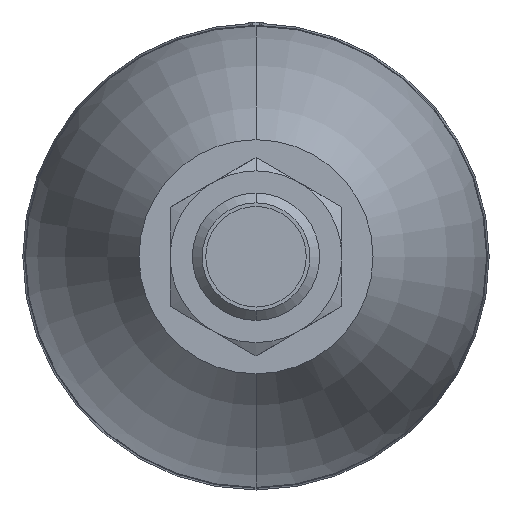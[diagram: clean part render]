
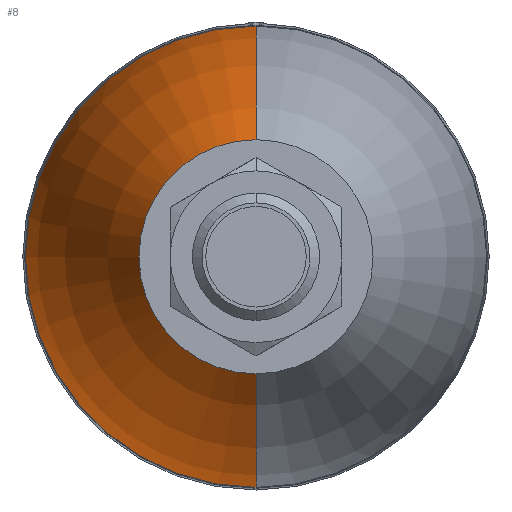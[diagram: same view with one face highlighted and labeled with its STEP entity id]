
A CAD part, front view. The second image highlights one B-rep face of the part: STEP entity #8.
In plain terms, the highlighted toroidal (fillet/blend) face has major radius 106.703 mm and minor radius 143.042 mm.
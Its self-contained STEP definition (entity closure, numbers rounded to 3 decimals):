
#8 = ADVANCED_FACE ( 'TORUS_1', ( #3590 ), #1261, .T. ) ;
#642 = CARTESIAN_POINT ( 'NONE',  ( 0., 411.903, 14.469 ) ) ;
#870 = CARTESIAN_POINT ( 'NONE',  ( 0., 487.919, -106.703 ) ) ;
#871 = DIRECTION ( 'NONE',  ( -1., 0., 0. ) ) ;
#872 = DIRECTION ( 'NONE',  ( 0., 0., 1. ) ) ;
#876 = CARTESIAN_POINT ( 'NONE',  ( 0., 487.919, 106.703 ) ) ;
#877 = DIRECTION ( 'NONE',  ( 1., 0., 0. ) ) ;
#878 = DIRECTION ( 'NONE',  ( 0., 0., -1. ) ) ;
#1261 = TOROIDAL_SURFACE ( 'NONE', #1286, -106.703, 143.042 ) ;
#1286 = AXIS2_PLACEMENT_3D ( 'NONE', #3591, #3587, #3593 ) ;
#1415 = EDGE_CURVE ( 'NONE', #4079, #5048, #1884, .T. ) ;
#1417 = EDGE_CURVE ( 'NONE', #3139, #4082, #1889, .T. ) ;
#1823 = CIRCLE ( 'NONE', #1920, 143.042 ) ;
#1884 = CIRCLE ( 'NONE', #1886, 14.469 ) ;
#1886 = AXIS2_PLACEMENT_3D ( 'NONE', #2173, #2174, #2175 ) ;
#1889 = CIRCLE ( 'NONE', #1891, 36.252 ) ;
#1891 = AXIS2_PLACEMENT_3D ( 'NONE', #2180, #2181, #2182 ) ;
#1920 = AXIS2_PLACEMENT_3D ( 'NONE', #876, #877, #878 ) ;
#1939 = CIRCLE ( 'NONE', #1951, 143.042 ) ;
#1951 = AXIS2_PLACEMENT_3D ( 'NONE', #870, #871, #872 ) ;
#2173 = CARTESIAN_POINT ( 'NONE',  ( 0., 411.903, 0. ) ) ;
#2174 = DIRECTION ( 'NONE',  ( 0., 1., 0. ) ) ;
#2175 = DIRECTION ( 'NONE',  ( 0., 0., 1. ) ) ;
#2180 = CARTESIAN_POINT ( 'NONE',  ( 0., 482.927, 0. ) ) ;
#2181 = DIRECTION ( 'NONE',  ( 0., 1., 0. ) ) ;
#2182 = DIRECTION ( 'NONE',  ( 0., 0., 1. ) ) ;
#2528 = CARTESIAN_POINT ( 'NONE',  ( 0., 482.927, -36.252 ) ) ;
#2743 = CARTESIAN_POINT ( 'NONE',  ( 0., 411.903, -14.469 ) ) ;
#2745 = CARTESIAN_POINT ( 'NONE',  ( 0., 482.927, 36.252 ) ) ;
#3139 = VERTEX_POINT ( 'NONE', #2528 ) ;
#3526 = ORIENTED_EDGE ( 'NONE', *, *, #5101, .T. ) ;
#3527 = ORIENTED_EDGE ( 'NONE', *, *, #1417, .F. ) ;
#3529 = ORIENTED_EDGE ( 'NONE', *, *, #1415, .T. ) ;
#3530 = ORIENTED_EDGE ( 'NONE', *, *, #5103, .F. ) ;
#3587 = DIRECTION ( 'NONE',  ( 0., 1., 0. ) ) ;
#3590 = FACE_OUTER_BOUND ( 'NONE', #4635, .T. ) ;
#3591 = CARTESIAN_POINT ( 'NONE',  ( 0., 487.919, 0. ) ) ;
#3593 = DIRECTION ( 'NONE',  ( 0., 0., 1. ) ) ;
#4079 = VERTEX_POINT ( 'NONE', #2743 ) ;
#4082 = VERTEX_POINT ( 'NONE', #2745 ) ;
#4635 = EDGE_LOOP ( 'NONE', ( #3530, #3529, #3526, #3527 ) ) ;
#5048 = VERTEX_POINT ( 'NONE', #642 ) ;
#5101 = EDGE_CURVE ( 'NONE', #5048, #4082, #1939, .T. ) ;
#5103 = EDGE_CURVE ( 'NONE', #4079, #3139, #1823, .T. ) ;
